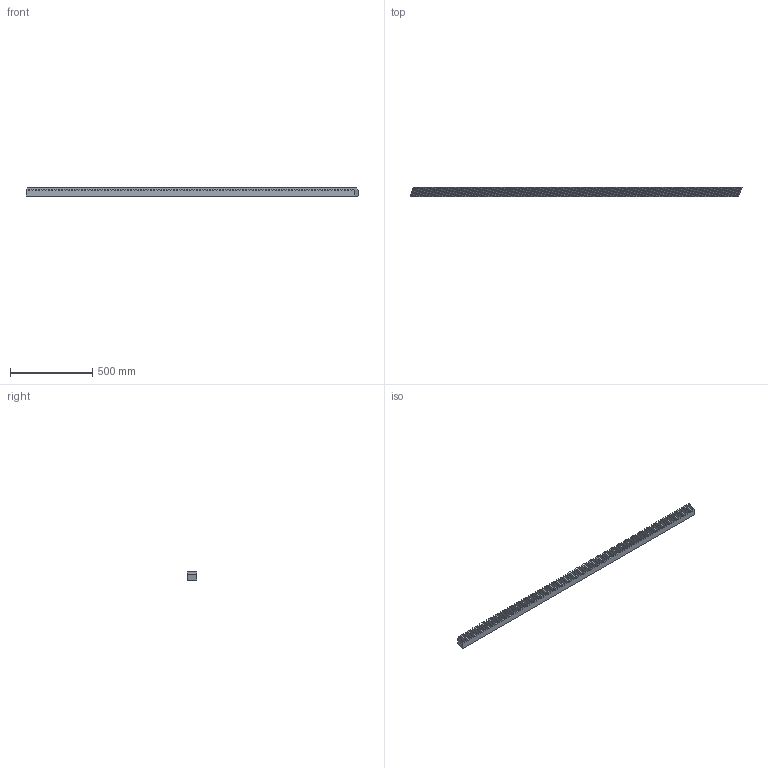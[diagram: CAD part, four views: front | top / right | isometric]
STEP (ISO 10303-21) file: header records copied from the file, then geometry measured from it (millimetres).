
FILE_DESCRIPTION(('STEP AP214'),'1');
FILE_NAME('143-060-320.stp','2017-10-09T08:06:11',('TraceParts'),('TraceParts S.A.'),'Spatial InterOp 3D',' ',' ');
FILE_SCHEMA(('automotive_design'));
Length unit declared in the file: millimetre
Products named in the file (1): 143-060-320
Bounding box: 2019.97 x 59 x 49 mm (x, y, z)
Volume: 5025642.5 mm3; surface area: 526833.1 mm2
Topology: 1 solids, 1 shells, 407 faces, 1215 edges, 810 vertices
Faces by surface type: plane 407
Entity records: 16670 total; most frequent: CARTESIAN_POINT 2433, ORIENTED_EDGE 2430, DIRECTION 2031, EDGE_CURVE 1215, LINE 1215, VECTOR 1215, VERTEX_POINT 810, STYLED_ITEM 408
